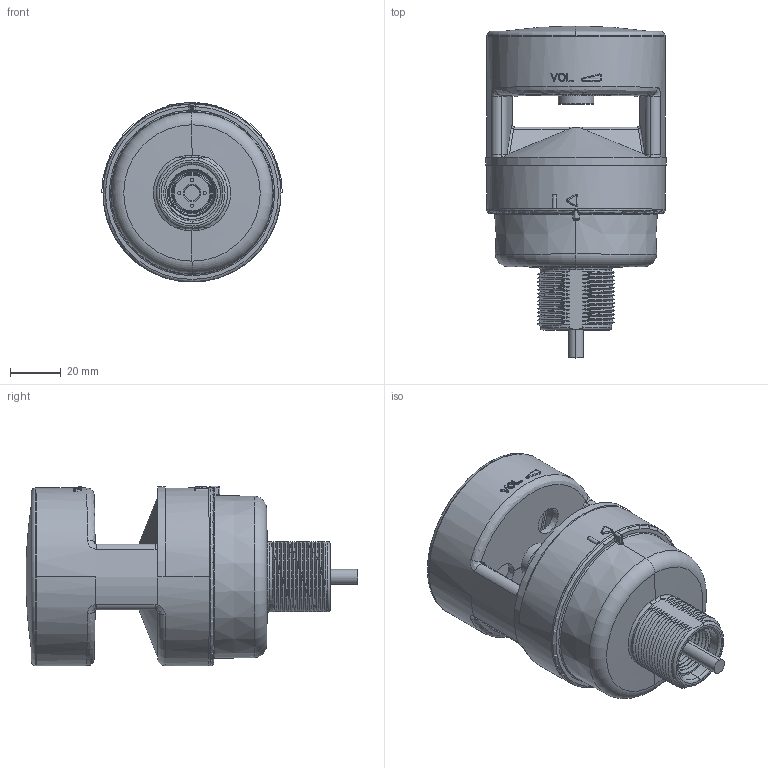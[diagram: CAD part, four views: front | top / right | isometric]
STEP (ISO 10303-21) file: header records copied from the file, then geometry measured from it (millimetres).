
FILE_DESCRIPTION((''),'2;1');
FILE_NAME('191347_ASM','2016-02-24T',('pdmadmin'),(''),'PRO/ENGINEER BY PARAMETRIC TECHNOLOGY CORPORATION, 2013230','PRO/ENGINEER BY PARAMETRIC TECHNOLOGY CORPORATION, 2013230','');
FILE_SCHEMA(('CONFIG_CONTROL_DESIGN'));
Length unit declared in the file: millimetre
Products named in the file (6): 180077; 180306; 180308; 62676; CABLE_592; 191347_ASM
Assembly tree (5 placements, depth 2):
  191347_ASM
    180077
    180306
    180308
    62676
    CABLE_592
Bounding box: 71 x 130.51 x 70.75 mm (x, y, z)
Volume: 113410.2 mm3; surface area: 79513.4 mm2
Topology: 5 solids, 6 shells, 964 faces, 2351 edges, 1439 vertices
Faces by surface type: cylinder 276, bspline 255, plane 182, torus 98, cone 89, sphere 42, extrusion 22
Entity records: 60344 total; most frequent: CARTESIAN_POINT 39728, ORIENTED_EDGE 4690, DIRECTION 3668, EDGE_CURVE 2347, AXIS2_PLACEMENT_3D 1499, VERTEX_POINT 1439, EDGE_LOOP 1027, FACE_OUTER_BOUND 964
